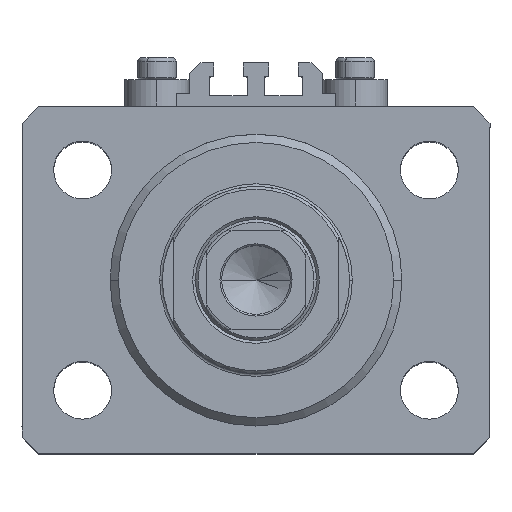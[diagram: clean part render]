
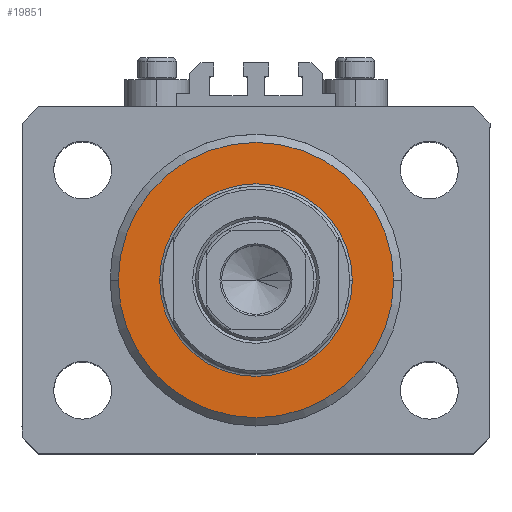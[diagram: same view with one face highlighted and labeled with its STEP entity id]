
A CAD part, top view. The second image highlights one B-rep face of the part: STEP entity #19851.
In plain terms, the highlighted face is planar.
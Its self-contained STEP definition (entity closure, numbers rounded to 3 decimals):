
#153 = VERTEX_POINT ( 'NONE', #26505 ) ;
#531 = PLANE ( 'NONE',  #42067 ) ;
#948 = CARTESIAN_POINT ( 'NONE',  ( 0., 0., 0. ) ) ;
#5263 = DIRECTION ( 'NONE',  ( 1., 0., 0. ) ) ;
#6862 = EDGE_CURVE ( 'NONE', #153, #28124, #22616, .T. ) ;
#8135 = AXIS2_PLACEMENT_3D ( 'NONE', #11041, #15566, #22265 ) ;
#8529 = CIRCLE ( 'NONE', #23021, 17.5 ) ;
#9275 = DIRECTION ( 'NONE',  ( 1., 0., 0. ) ) ;
#9997 = DIRECTION ( 'NONE',  ( 1., 0., 0. ) ) ;
#11041 = CARTESIAN_POINT ( 'NONE',  ( 0., 0., 0. ) ) ;
#11193 = VERTEX_POINT ( 'NONE', #43069 ) ;
#11755 = EDGE_CURVE ( 'NONE', #11193, #12289, #30400, .T. ) ;
#12289 = VERTEX_POINT ( 'NONE', #47078 ) ;
#14433 = EDGE_LOOP ( 'NONE', ( #28154, #24553 ) ) ;
#15065 = CARTESIAN_POINT ( 'NONE',  ( 0., 0., 0. ) ) ;
#15566 = DIRECTION ( 'NONE',  ( 0., 0., -1. ) ) ;
#16246 = DIRECTION ( 'NONE',  ( 0., 0., 1. ) ) ;
#17005 = ORIENTED_EDGE ( 'NONE', *, *, #32596, .T. ) ;
#19851 = ADVANCED_FACE ( 'NONE', ( #40382, #22238 ), #531, .F. ) ;
#21454 = DIRECTION ( 'NONE',  ( 0., 0., 1. ) ) ;
#22238 = FACE_OUTER_BOUND ( 'NONE', #14433, .T. ) ;
#22265 = DIRECTION ( 'NONE',  ( 1., 0., 0. ) ) ;
#22616 = CIRCLE ( 'NONE', #8135, 25. ) ;
#23021 = AXIS2_PLACEMENT_3D ( 'NONE', #948, #46038, #9275 ) ;
#24553 = ORIENTED_EDGE ( 'NONE', *, *, #33058, .T. ) ;
#25831 = AXIS2_PLACEMENT_3D ( 'NONE', #31973, #21454, #9997 ) ;
#26505 = CARTESIAN_POINT ( 'NONE',  ( 25., 0., 0. ) ) ;
#28124 = VERTEX_POINT ( 'NONE', #29081 ) ;
#28154 = ORIENTED_EDGE ( 'NONE', *, *, #6862, .T. ) ;
#29081 = CARTESIAN_POINT ( 'NONE',  ( -25., 0., 0. ) ) ;
#30400 = CIRCLE ( 'NONE', #25831, 17.5 ) ;
#31973 = CARTESIAN_POINT ( 'NONE',  ( 0., 0., 0. ) ) ;
#32596 = EDGE_CURVE ( 'NONE', #12289, #11193, #8529, .T. ) ;
#33058 = EDGE_CURVE ( 'NONE', #28124, #153, #45143, .T. ) ;
#33539 = DIRECTION ( 'NONE',  ( 1., 0., 0. ) ) ;
#37133 = CARTESIAN_POINT ( 'NONE',  ( 0., 0., 0. ) ) ;
#40382 = FACE_BOUND ( 'NONE', #41722, .T. ) ;
#40691 = DIRECTION ( 'NONE',  ( 0., 0., -1. ) ) ;
#41722 = EDGE_LOOP ( 'NONE', ( #46570, #17005 ) ) ;
#42067 = AXIS2_PLACEMENT_3D ( 'NONE', #15065, #16246, #5263 ) ;
#43069 = CARTESIAN_POINT ( 'NONE',  ( 17.5, 0., 0. ) ) ;
#45143 = CIRCLE ( 'NONE', #45902, 25. ) ;
#45902 = AXIS2_PLACEMENT_3D ( 'NONE', #37133, #40691, #33539 ) ;
#46038 = DIRECTION ( 'NONE',  ( 0., 0., 1. ) ) ;
#46570 = ORIENTED_EDGE ( 'NONE', *, *, #11755, .T. ) ;
#47078 = CARTESIAN_POINT ( 'NONE',  ( -17.5, 0., 0. ) ) ;
